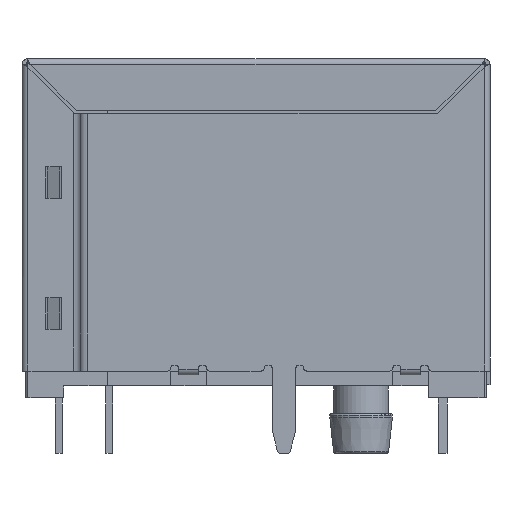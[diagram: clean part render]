
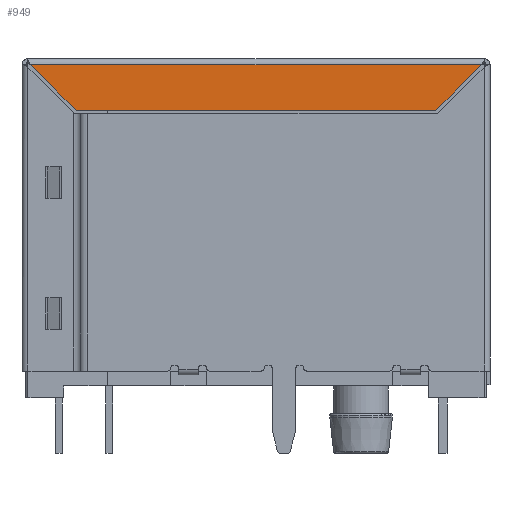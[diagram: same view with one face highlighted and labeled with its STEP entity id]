
A CAD part, left-side view. The second image highlights one B-rep face of the part: STEP entity #949.
In plain terms, the highlighted planar face has unit normal (-1, 0, 0).
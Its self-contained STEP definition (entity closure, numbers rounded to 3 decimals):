
#949 = ADVANCED_FACE( '', ( #2466 ), #2467, .T. );
#2466 = FACE_OUTER_BOUND( '', #4634, .T. );
#2467 = PLANE( '', #4635 );
#4634 = EDGE_LOOP( '', ( #7470, #7471, #7472, #7473 ) );
#4635 = AXIS2_PLACEMENT_3D( '', #7474, #7475, #7476 );
#7470 = ORIENTED_EDGE( '', *, *, #13749, .T. );
#7471 = ORIENTED_EDGE( '', *, *, #13750, .T. );
#7472 = ORIENTED_EDGE( '', *, *, #13751, .T. );
#7473 = ORIENTED_EDGE( '', *, *, #13752, .T. );
#7474 = CARTESIAN_POINT( '', ( -8.3, -6.2, 16.93 ) );
#7475 = DIRECTION( '', ( -1., 0., 0. ) );
#7476 = DIRECTION( '', ( 0., 0., 1. ) );
#13749 = EDGE_CURVE( '', #16743, #16744, #16745, .T. );
#13750 = EDGE_CURVE( '', #16744, #16746, #16747, .T. );
#13751 = EDGE_CURVE( '', #16746, #16748, #16749, .T. );
#13752 = EDGE_CURVE( '', #16748, #16743, #16750, .T. );
#16743 = VERTEX_POINT( '', #20988 );
#16744 = VERTEX_POINT( '', #20989 );
#16745 = LINE( '', #20990, #20991 );
#16746 = VERTEX_POINT( '', #20992 );
#16747 = LINE( '', #20993, #20994 );
#16748 = VERTEX_POINT( '', #20995 );
#16749 = LINE( '', #20996, #20997 );
#16750 = LINE( '', #20998, #20999 );
#20988 = CARTESIAN_POINT( '', ( -8.3, -3.77, 14.5 ) );
#20989 = CARTESIAN_POINT( '', ( -8.3, -6.07, 16.8 ) );
#20990 = CARTESIAN_POINT( '', ( -8.3, -3.77, 14.5 ) );
#20991 = VECTOR( '', #26074, 1000. );
#20992 = CARTESIAN_POINT( '', ( -8.3, 16.67, 16.8 ) );
#20993 = CARTESIAN_POINT( '', ( -8.3, -6.07, 16.8 ) );
#20994 = VECTOR( '', #26075, 1000. );
#20995 = CARTESIAN_POINT( '', ( -8.3, 14.37, 14.5 ) );
#20996 = CARTESIAN_POINT( '', ( -8.3, 16.8, 16.93 ) );
#20997 = VECTOR( '', #26076, 1000. );
#20998 = CARTESIAN_POINT( '', ( -8.3, 14.37, 14.5 ) );
#20999 = VECTOR( '', #26077, 1000. );
#26074 = DIRECTION( '', ( 0., -0.707, 0.707 ) );
#26075 = DIRECTION( '', ( 0., 1., 0. ) );
#26076 = DIRECTION( '', ( 0., -0.707, -0.707 ) );
#26077 = DIRECTION( '', ( 0., -1., 0. ) );
